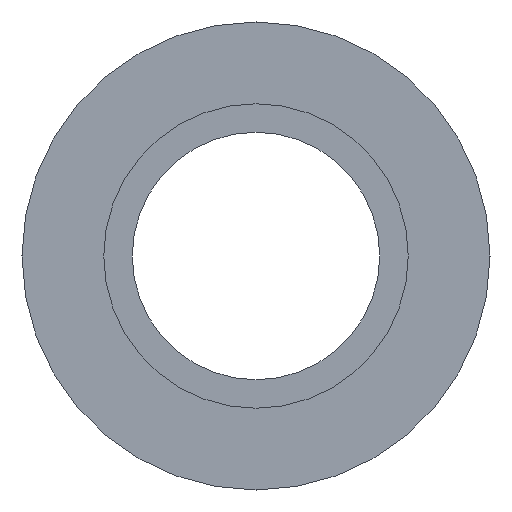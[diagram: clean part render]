
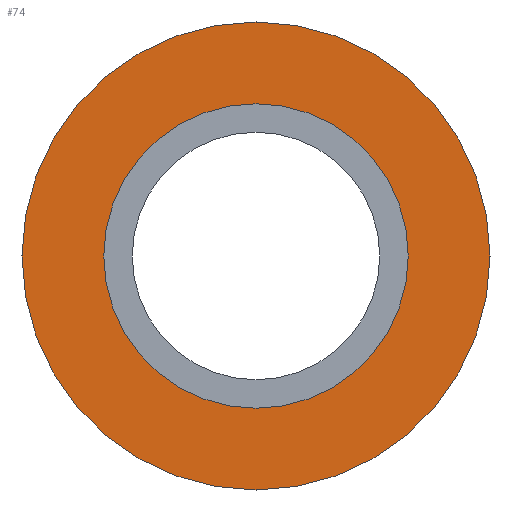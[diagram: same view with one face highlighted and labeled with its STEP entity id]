
A CAD part, front view. The second image highlights one B-rep face of the part: STEP entity #74.
In plain terms, the highlighted planar face has unit normal (0, -1, 0).
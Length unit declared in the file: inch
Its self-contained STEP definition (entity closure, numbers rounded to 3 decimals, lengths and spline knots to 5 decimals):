
#23 = EDGE_CURVE ( 'NONE', #24, #25, #153, .T. ) ;
#24 = VERTEX_POINT ( 'NONE', #149 ) ;
#25 = VERTEX_POINT ( 'NONE', #148 ) ;
#34 = VERTEX_POINT ( 'NONE', #264 ) ;
#51 = EDGE_CURVE ( 'NONE', #25, #24, #332, .T. ) ;
#73 = EDGE_CURVE ( 'NONE', #34, #103, #128, .T. ) ;
#74 = ADVANCED_FACE ( 'NONE', ( #123, #301 ), #300, .T. ) ;
#75 = EDGE_LOOP ( 'NONE', ( #76, #77 ) ) ;
#76 = ORIENTED_EDGE ( 'NONE', *, *, #106, .T. ) ;
#77 = ORIENTED_EDGE ( 'NONE', *, *, #73, .T. ) ;
#78 = EDGE_LOOP ( 'NONE', ( #79, #80 ) ) ;
#79 = ORIENTED_EDGE ( 'NONE', *, *, #23, .F. ) ;
#80 = ORIENTED_EDGE ( 'NONE', *, *, #51, .F. ) ;
#103 = VERTEX_POINT ( 'NONE', #213 ) ;
#106 = EDGE_CURVE ( 'NONE', #103, #34, #208, .T. ) ;
#123 = FACE_OUTER_BOUND ( 'NONE', #75, .T. ) ;
#124 = DIRECTION ( 'NONE',  ( 0., 0., -1. ) ) ;
#125 = DIRECTION ( 'NONE',  ( 0., -1., 0. ) ) ;
#126 = CARTESIAN_POINT ( 'NONE',  ( 0., 0.35, 0. ) ) ;
#127 = AXIS2_PLACEMENT_3D ( 'NONE', #126, #125, #124 ) ;
#128 = CIRCLE ( 'NONE', #127, 0.156 ) ;
#148 = CARTESIAN_POINT ( 'NONE',  ( 0., 0.35, 0.1015 ) ) ;
#149 = CARTESIAN_POINT ( 'NONE',  ( 0., 0.35, -0.1015 ) ) ;
#150 = DIRECTION ( 'NONE',  ( 0., 0., -1. ) ) ;
#151 = DIRECTION ( 'NONE',  ( 0., -1., 0. ) ) ;
#152 = AXIS2_PLACEMENT_3D ( 'NONE', #159, #151, #150 ) ;
#153 = CIRCLE ( 'NONE', #152, 0.1015 ) ;
#159 = CARTESIAN_POINT ( 'NONE',  ( 0., 0.35, 0. ) ) ;
#204 = DIRECTION ( 'NONE',  ( 0., 0., -1. ) ) ;
#205 = DIRECTION ( 'NONE',  ( 0., -1., 0. ) ) ;
#206 = CARTESIAN_POINT ( 'NONE',  ( 0., 0.35, 0. ) ) ;
#207 = AXIS2_PLACEMENT_3D ( 'NONE', #206, #205, #204 ) ;
#208 = CIRCLE ( 'NONE', #207, 0.156 ) ;
#213 = CARTESIAN_POINT ( 'NONE',  ( 0., 0.35, -0.156 ) ) ;
#264 = CARTESIAN_POINT ( 'NONE',  ( 0., 0.35, 0.156 ) ) ;
#296 = DIRECTION ( 'NONE',  ( 0., 0., -1. ) ) ;
#297 = DIRECTION ( 'NONE',  ( 0., -1., 0. ) ) ;
#298 = CARTESIAN_POINT ( 'NONE',  ( 0.1015, 0.35, 0. ) ) ;
#299 = AXIS2_PLACEMENT_3D ( 'NONE', #298, #297, #296 ) ;
#300 = PLANE ( 'NONE',  #299 ) ;
#301 = FACE_BOUND ( 'NONE', #78, .T. ) ;
#328 = DIRECTION ( 'NONE',  ( 0., 0., -1. ) ) ;
#329 = DIRECTION ( 'NONE',  ( 0., -1., 0. ) ) ;
#330 = CARTESIAN_POINT ( 'NONE',  ( 0., 0.35, 0. ) ) ;
#331 = AXIS2_PLACEMENT_3D ( 'NONE', #330, #329, #328 ) ;
#332 = CIRCLE ( 'NONE', #331, 0.1015 ) ;
